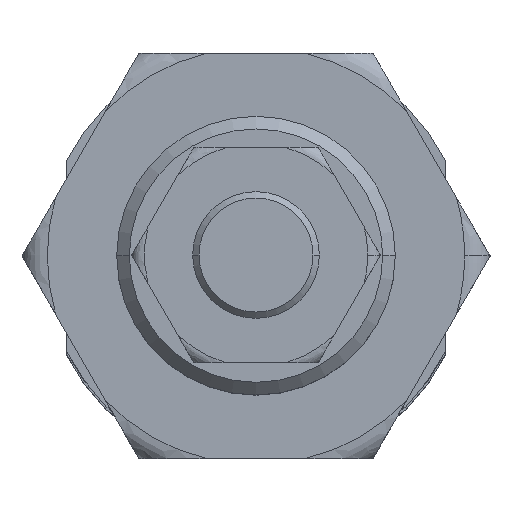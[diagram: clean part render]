
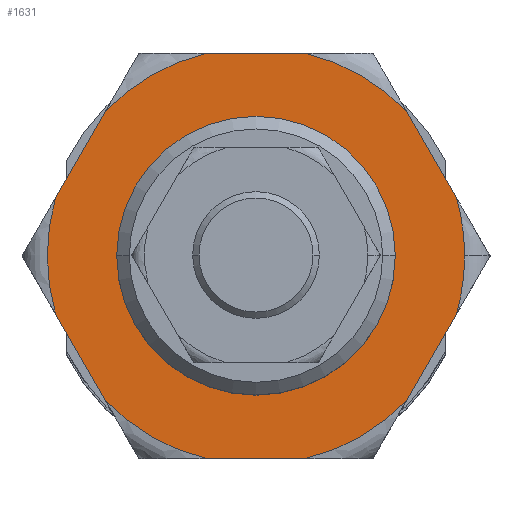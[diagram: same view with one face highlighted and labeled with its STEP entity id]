
A CAD part, top view. The second image highlights one B-rep face of the part: STEP entity #1631.
In plain terms, the highlighted planar face has unit normal (0, 0, 1).
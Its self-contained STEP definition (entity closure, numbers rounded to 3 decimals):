
#19 = VERTEX_POINT ( 'NONE', #3894 ) ;
#35 = LINE ( 'NONE', #1710, #2820 ) ;
#144 = VERTEX_POINT ( 'NONE', #2362 ) ;
#158 = CARTESIAN_POINT ( 'NONE',  ( 0., 0., 5.5 ) ) ;
#166 = AXIS2_PLACEMENT_3D ( 'NONE', #3023, #2366, #3017 ) ;
#193 = PLANE ( 'NONE',  #166 ) ;
#258 = DIRECTION ( 'NONE',  ( 0., 0., -1. ) ) ;
#271 = DIRECTION ( 'NONE',  ( 0.5, -0.866, 0. ) ) ;
#309 = EDGE_CURVE ( 'NONE', #3718, #144, #1157, .T. ) ;
#359 = CARTESIAN_POINT ( 'NONE',  ( 9.238, -16., 5.5 ) ) ;
#474 = ORIENTED_EDGE ( 'NONE', *, *, #834, .F. ) ;
#550 = EDGE_CURVE ( 'NONE', #2985, #3707, #4411, .T. ) ;
#600 = DIRECTION ( 'NONE',  ( 1., 0., 0. ) ) ;
#604 = DIRECTION ( 'NONE',  ( 0., 0., -1. ) ) ;
#616 = VECTOR ( 'NONE', #1390, 1000. ) ;
#738 = CARTESIAN_POINT ( 'NONE',  ( 0., 0., 5.5 ) ) ;
#799 = CIRCLE ( 'NONE', #3336, 11. ) ;
#804 = AXIS2_PLACEMENT_3D ( 'NONE', #3657, #3798, #1791 ) ;
#815 = VECTOR ( 'NONE', #3527, 1000. ) ;
#819 = CARTESIAN_POINT ( 'NONE',  ( 15.821, -4.598, 5.5 ) ) ;
#834 = EDGE_CURVE ( 'NONE', #19, #2829, #1629, .T. ) ;
#872 = VERTEX_POINT ( 'NONE', #2689 ) ;
#889 = EDGE_CURVE ( 'NONE', #19, #3961, #2826, .T. ) ;
#1001 = EDGE_CURVE ( 'NONE', #872, #2512, #1934, .T. ) ;
#1019 = ORIENTED_EDGE ( 'NONE', *, *, #1001, .T. ) ;
#1029 = DIRECTION ( 'NONE',  ( 0., 0., 1. ) ) ;
#1099 = CARTESIAN_POINT ( 'NONE',  ( 0., 0., 5.5 ) ) ;
#1113 = EDGE_CURVE ( 'NONE', #3718, #2512, #2521, .T. ) ;
#1149 = DIRECTION ( 'NONE',  ( 1., 0., 0. ) ) ;
#1157 = LINE ( 'NONE', #3275, #4541 ) ;
#1202 = LINE ( 'NONE', #359, #2562 ) ;
#1252 = ORIENTED_EDGE ( 'NONE', *, *, #3170, .F. ) ;
#1261 = FACE_OUTER_BOUND ( 'NONE', #1792, .T. ) ;
#1281 = CARTESIAN_POINT ( 'NONE',  ( 15.821, 4.598, 5.5 ) ) ;
#1371 = DIRECTION ( 'NONE',  ( 1., 0., 0. ) ) ;
#1373 = CIRCLE ( 'NONE', #4157, 11. ) ;
#1388 = AXIS2_PLACEMENT_3D ( 'NONE', #2862, #604, #600 ) ;
#1390 = DIRECTION ( 'NONE',  ( -0.5, -0.866, 0. ) ) ;
#1417 = CIRCLE ( 'NONE', #1388, 16.475 ) ;
#1468 = CIRCLE ( 'NONE', #3498, 16.475 ) ;
#1560 = ORIENTED_EDGE ( 'NONE', *, *, #1695, .F. ) ;
#1629 = CIRCLE ( 'NONE', #804, 16.475 ) ;
#1631 = ADVANCED_FACE ( 'NONE', ( #1261, #2534 ), #193, .T. ) ;
#1667 = CARTESIAN_POINT ( 'NONE',  ( -9.238, 16., 5.5 ) ) ;
#1687 = CARTESIAN_POINT ( 'NONE',  ( -15.821, 4.598, 5.5 ) ) ;
#1695 = EDGE_CURVE ( 'NONE', #1836, #4601, #1373, .T. ) ;
#1710 = CARTESIAN_POINT ( 'NONE',  ( -9.238, -16., 5.5 ) ) ;
#1717 = DIRECTION ( 'NONE',  ( 0., 0., -1. ) ) ;
#1730 = DIRECTION ( 'NONE',  ( 0., 0., 1. ) ) ;
#1748 = DIRECTION ( 'NONE',  ( 1., 0., 0. ) ) ;
#1775 = EDGE_CURVE ( 'NONE', #2238, #3707, #35, .T. ) ;
#1791 = DIRECTION ( 'NONE',  ( 1., 0., 0. ) ) ;
#1792 = EDGE_LOOP ( 'NONE', ( #3608, #4479, #3311, #3875, #3082, #474, #3923, #2873, #1019, #4220, #4623, #1252, #2586 ) ) ;
#1836 = VERTEX_POINT ( 'NONE', #3518 ) ;
#1911 = VERTEX_POINT ( 'NONE', #1281 ) ;
#1923 = ORIENTED_EDGE ( 'NONE', *, *, #2145, .F. ) ;
#1934 = LINE ( 'NONE', #1667, #616 ) ;
#2024 = DIRECTION ( 'NONE',  ( 1., 0., 0. ) ) ;
#2033 = CARTESIAN_POINT ( 'NONE',  ( 0., 0., 5.5 ) ) ;
#2145 = EDGE_CURVE ( 'NONE', #4601, #1836, #799, .T. ) ;
#2236 = VERTEX_POINT ( 'NONE', #819 ) ;
#2238 = VERTEX_POINT ( 'NONE', #4705 ) ;
#2362 = CARTESIAN_POINT ( 'NONE',  ( -11.892, -11.402, 5.5 ) ) ;
#2366 = DIRECTION ( 'NONE',  ( 0., 0., 1. ) ) ;
#2409 = AXIS2_PLACEMENT_3D ( 'NONE', #1099, #258, #1748 ) ;
#2512 = VERTEX_POINT ( 'NONE', #1687 ) ;
#2521 = CIRCLE ( 'NONE', #2548, 16.475 ) ;
#2529 = DIRECTION ( 'NONE',  ( 0., 0., -1. ) ) ;
#2534 = FACE_BOUND ( 'NONE', #3122, .T. ) ;
#2548 = AXIS2_PLACEMENT_3D ( 'NONE', #158, #3251, #3571 ) ;
#2562 = VECTOR ( 'NONE', #2872, 1000. ) ;
#2586 = ORIENTED_EDGE ( 'NONE', *, *, #1775, .T. ) ;
#2630 = DIRECTION ( 'NONE',  ( 1., 0., 0. ) ) ;
#2653 = VECTOR ( 'NONE', #3806, 1000. ) ;
#2666 = LINE ( 'NONE', #4653, #2653 ) ;
#2689 = CARTESIAN_POINT ( 'NONE',  ( -11.892, 11.402, 5.5 ) ) ;
#2820 = VECTOR ( 'NONE', #1149, 1000. ) ;
#2826 = LINE ( 'NONE', #3284, #815 ) ;
#2829 = VERTEX_POINT ( 'NONE', #3962 ) ;
#2862 = CARTESIAN_POINT ( 'NONE',  ( 0., 0., 5.5 ) ) ;
#2872 = DIRECTION ( 'NONE',  ( 0.5, 0.866, 0. ) ) ;
#2873 = ORIENTED_EDGE ( 'NONE', *, *, #4187, .F. ) ;
#2937 = AXIS2_PLACEMENT_3D ( 'NONE', #738, #1717, #4350 ) ;
#2983 = DIRECTION ( 'NONE',  ( 1., 0., 0. ) ) ;
#2985 = VERTEX_POINT ( 'NONE', #3072 ) ;
#3017 = DIRECTION ( 'NONE',  ( 1., 0., 0. ) ) ;
#3023 = CARTESIAN_POINT ( 'NONE',  ( 18.475, 0., 5.5 ) ) ;
#3039 = EDGE_CURVE ( 'NONE', #2985, #2236, #1202, .T. ) ;
#3072 = CARTESIAN_POINT ( 'NONE',  ( 11.892, -11.402, 5.5 ) ) ;
#3082 = ORIENTED_EDGE ( 'NONE', *, *, #3354, .T. ) ;
#3122 = EDGE_LOOP ( 'NONE', ( #1923, #1560 ) ) ;
#3170 = EDGE_CURVE ( 'NONE', #2238, #144, #4425, .T. ) ;
#3251 = DIRECTION ( 'NONE',  ( 0., 0., -1. ) ) ;
#3275 = CARTESIAN_POINT ( 'NONE',  ( -18.475, 0., 5.5 ) ) ;
#3284 = CARTESIAN_POINT ( 'NONE',  ( 9.238, 16., 5.5 ) ) ;
#3311 = ORIENTED_EDGE ( 'NONE', *, *, #3574, .F. ) ;
#3336 = AXIS2_PLACEMENT_3D ( 'NONE', #2033, #1029, #2024 ) ;
#3354 = EDGE_CURVE ( 'NONE', #1911, #2829, #2666, .T. ) ;
#3420 = CARTESIAN_POINT ( 'NONE',  ( 0., 0., 5.5 ) ) ;
#3498 = AXIS2_PLACEMENT_3D ( 'NONE', #3420, #2529, #1371 ) ;
#3518 = CARTESIAN_POINT ( 'NONE',  ( -11., 0., 5.5 ) ) ;
#3527 = DIRECTION ( 'NONE',  ( -1., 0., 0. ) ) ;
#3571 = DIRECTION ( 'NONE',  ( 1., 0., 0. ) ) ;
#3574 = EDGE_CURVE ( 'NONE', #4126, #2236, #1468, .T. ) ;
#3608 = ORIENTED_EDGE ( 'NONE', *, *, #550, .F. ) ;
#3649 = AXIS2_PLACEMENT_3D ( 'NONE', #3818, #3656, #2630 ) ;
#3656 = DIRECTION ( 'NONE',  ( 0., 0., -1. ) ) ;
#3657 = CARTESIAN_POINT ( 'NONE',  ( 0., 0., 5.5 ) ) ;
#3707 = VERTEX_POINT ( 'NONE', #4170 ) ;
#3718 = VERTEX_POINT ( 'NONE', #3721 ) ;
#3721 = CARTESIAN_POINT ( 'NONE',  ( -15.821, -4.598, 5.5 ) ) ;
#3798 = DIRECTION ( 'NONE',  ( 0., 0., -1. ) ) ;
#3806 = DIRECTION ( 'NONE',  ( -0.5, 0.866, 0. ) ) ;
#3813 = CARTESIAN_POINT ( 'NONE',  ( -3.928, 16., 5.5 ) ) ;
#3818 = CARTESIAN_POINT ( 'NONE',  ( 0., 0., 5.5 ) ) ;
#3820 = CARTESIAN_POINT ( 'NONE',  ( 0., 0., 5.5 ) ) ;
#3875 = ORIENTED_EDGE ( 'NONE', *, *, #4552, .F. ) ;
#3894 = CARTESIAN_POINT ( 'NONE',  ( 3.928, 16., 5.5 ) ) ;
#3923 = ORIENTED_EDGE ( 'NONE', *, *, #889, .T. ) ;
#3961 = VERTEX_POINT ( 'NONE', #3813 ) ;
#3962 = CARTESIAN_POINT ( 'NONE',  ( 11.892, 11.402, 5.5 ) ) ;
#4056 = CARTESIAN_POINT ( 'NONE',  ( 11., 0., 5.5 ) ) ;
#4126 = VERTEX_POINT ( 'NONE', #4161 ) ;
#4157 = AXIS2_PLACEMENT_3D ( 'NONE', #3820, #1730, #2983 ) ;
#4161 = CARTESIAN_POINT ( 'NONE',  ( 16.475, 0., 5.5 ) ) ;
#4170 = CARTESIAN_POINT ( 'NONE',  ( 3.928, -16., 5.5 ) ) ;
#4187 = EDGE_CURVE ( 'NONE', #872, #3961, #1417, .T. ) ;
#4220 = ORIENTED_EDGE ( 'NONE', *, *, #1113, .F. ) ;
#4350 = DIRECTION ( 'NONE',  ( 1., 0., 0. ) ) ;
#4411 = CIRCLE ( 'NONE', #2409, 16.475 ) ;
#4425 = CIRCLE ( 'NONE', #2937, 16.475 ) ;
#4479 = ORIENTED_EDGE ( 'NONE', *, *, #3039, .T. ) ;
#4541 = VECTOR ( 'NONE', #271, 1000. ) ;
#4552 = EDGE_CURVE ( 'NONE', #1911, #4126, #4596, .T. ) ;
#4596 = CIRCLE ( 'NONE', #3649, 16.475 ) ;
#4601 = VERTEX_POINT ( 'NONE', #4056 ) ;
#4623 = ORIENTED_EDGE ( 'NONE', *, *, #309, .T. ) ;
#4653 = CARTESIAN_POINT ( 'NONE',  ( 18.475, 0., 5.5 ) ) ;
#4705 = CARTESIAN_POINT ( 'NONE',  ( -3.928, -16., 5.5 ) ) ;
